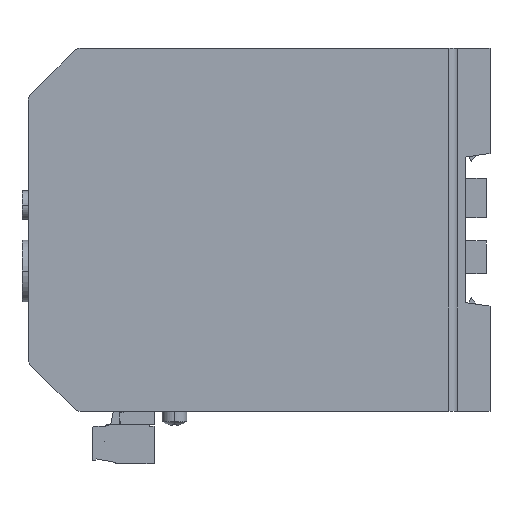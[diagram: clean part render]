
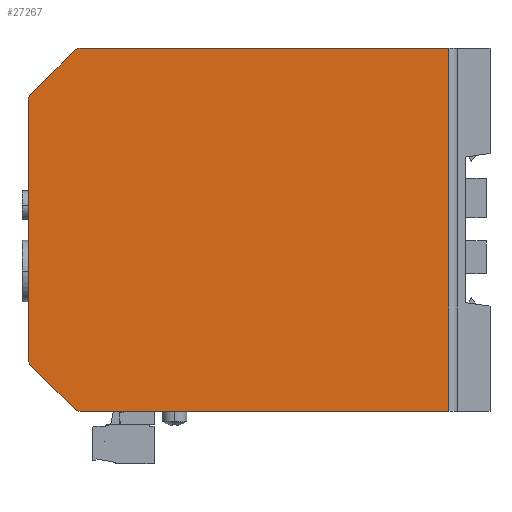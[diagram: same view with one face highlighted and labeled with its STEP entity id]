
A CAD part, front view. The second image highlights one B-rep face of the part: STEP entity #27267.
In plain terms, the highlighted planar face has unit normal (0, -1, 0).
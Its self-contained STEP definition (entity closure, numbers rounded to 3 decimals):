
#1963=DIRECTION('',(1.,0.,0.));
#1964=VECTOR('',#1963,89.422);
#1965=CARTESIAN_POINT('',(-39.422,-70.,-44.));
#1966=LINE('',#1965,#1964);
#4179=DIRECTION('',(1.,0.,0.));
#4180=VECTOR('',#4179,89.422);
#4181=CARTESIAN_POINT('',(-39.422,-70.,44.));
#4182=LINE('',#4181,#4180);
#11438=CARTESIAN_POINT('',(-39.422,-70.,42.));
#11439=DIRECTION('',(0.,-1.,0.));
#11440=DIRECTION('',(0.,0.,1.));
#11441=AXIS2_PLACEMENT_3D('',#11438,#11439,#11440);
#11446=DIRECTION('',(0.,0.,-1.));
#11447=VECTOR('',#11446,88.);
#11448=CARTESIAN_POINT('',(50.,-70.,44.));
#11449=LINE('',#11448,#11447);
#11453=CARTESIAN_POINT('',(-39.422,-70.,-42.));
#11454=DIRECTION('',(0.,-1.,0.));
#11455=DIRECTION('',(-0.707,0.,-0.707));
#11456=AXIS2_PLACEMENT_3D('',#11453,#11454,#11455);
#11461=DIRECTION('',(0.707,0.,-0.707));
#11462=VECTOR('',#11461,14.96);
#11463=CARTESIAN_POINT('',(-51.414,-70.,-32.836));
#11464=LINE('',#11463,#11462);
#11468=CARTESIAN_POINT('',(-50.,-70.,-31.422));
#11469=DIRECTION('',(0.,-1.,0.));
#11470=DIRECTION('',(-1.,0.,0.));
#11471=AXIS2_PLACEMENT_3D('',#11468,#11469,#11470);
#11476=DIRECTION('',(0.,0.,1.));
#11477=VECTOR('',#11476,62.843);
#11478=CARTESIAN_POINT('',(-52.,-70.,-31.422));
#11479=LINE('',#11478,#11477);
#11483=CARTESIAN_POINT('',(-50.,-70.,31.422));
#11484=DIRECTION('',(0.,-1.,0.));
#11485=DIRECTION('',(-0.707,0.,0.707));
#11486=AXIS2_PLACEMENT_3D('',#11483,#11484,#11485);
#11491=DIRECTION('',(-0.707,0.,-0.707));
#11492=VECTOR('',#11491,14.96);
#11493=CARTESIAN_POINT('',(-40.836,-70.,43.414));
#11494=LINE('',#11493,#11492);
#14738=CARTESIAN_POINT('',(50.,-70.,44.));
#14739=CARTESIAN_POINT('',(50.,-70.,-44.));
#14740=VERTEX_POINT('',#14738);
#14741=VERTEX_POINT('',#14739);
#17478=CARTESIAN_POINT('',(-39.422,-70.,44.));
#17479=CARTESIAN_POINT('',(-40.836,-70.,43.414));
#17480=VERTEX_POINT('',#17478);
#17481=VERTEX_POINT('',#17479);
#17490=CARTESIAN_POINT('',(-51.414,-70.,32.836));
#17491=VERTEX_POINT('',#17490);
#17492=CARTESIAN_POINT('',(-52.,-70.,31.422));
#17493=VERTEX_POINT('',#17492);
#17494=CARTESIAN_POINT('',(-52.,-70.,-31.422));
#17495=CARTESIAN_POINT('',(-51.414,-70.,-32.836));
#17496=VERTEX_POINT('',#17494);
#17497=VERTEX_POINT('',#17495);
#17506=CARTESIAN_POINT('',(-40.836,-70.,-43.414));
#17507=VERTEX_POINT('',#17506);
#17508=CARTESIAN_POINT('',(-39.422,-70.,-44.));
#17509=VERTEX_POINT('',#17508);
#27243=CARTESIAN_POINT('',(-52.,-70.,-44.));
#27244=DIRECTION('',(0.,-1.,0.));
#27245=DIRECTION('',(1.,0.,0.));
#27246=AXIS2_PLACEMENT_3D('',#27243,#27244,#27245);
#27247=PLANE('',#27246);
#27248=ORIENTED_EDGE('',*,*,#27233,.F.);
#27249=ORIENTED_EDGE('',*,*,#19836,.T.);
#27251=ORIENTED_EDGE('',*,*,#27250,.T.);
#27252=ORIENTED_EDGE('',*,*,#17517,.F.);
#27254=ORIENTED_EDGE('',*,*,#27253,.F.);
#27256=ORIENTED_EDGE('',*,*,#27255,.F.);
#27258=ORIENTED_EDGE('',*,*,#27257,.F.);
#27260=ORIENTED_EDGE('',*,*,#27259,.T.);
#27262=ORIENTED_EDGE('',*,*,#27261,.F.);
#27264=ORIENTED_EDGE('',*,*,#27263,.F.);
#27265=EDGE_LOOP('',(#27248,#27249,#27251,#27252,#27254,#27256,#27258,#27260,
#27262,#27264));
#27266=FACE_OUTER_BOUND('',#27265,.F.);
#27267=ADVANCED_FACE('',(#27266),#27247,.T.);
#11442=CIRCLE('',#11441,2.);
#11457=CIRCLE('',#11456,2.);
#11472=CIRCLE('',#11471,2.);
#11487=CIRCLE('',#11486,2.);
#17517=EDGE_CURVE('',#17509,#14741,#1966,.T.);
#19836=EDGE_CURVE('',#17480,#14740,#4182,.T.);
#27233=EDGE_CURVE('',#17480,#17481,#11442,.T.);
#27250=EDGE_CURVE('',#14740,#14741,#11449,.T.);
#27253=EDGE_CURVE('',#17507,#17509,#11457,.T.);
#27255=EDGE_CURVE('',#17497,#17507,#11464,.T.);
#27257=EDGE_CURVE('',#17496,#17497,#11472,.T.);
#27259=EDGE_CURVE('',#17496,#17493,#11479,.T.);
#27261=EDGE_CURVE('',#17491,#17493,#11487,.T.);
#27263=EDGE_CURVE('',#17481,#17491,#11494,.T.);
